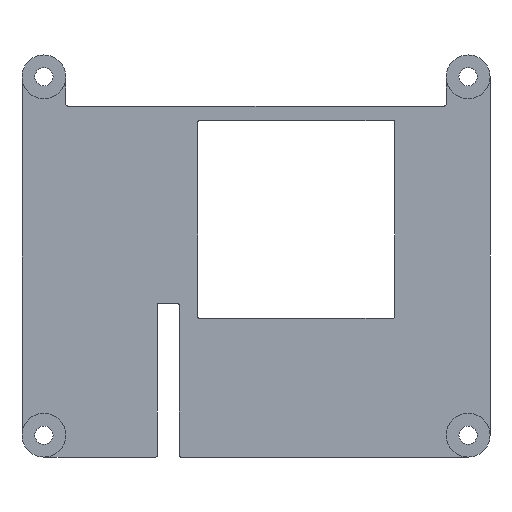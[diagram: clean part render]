
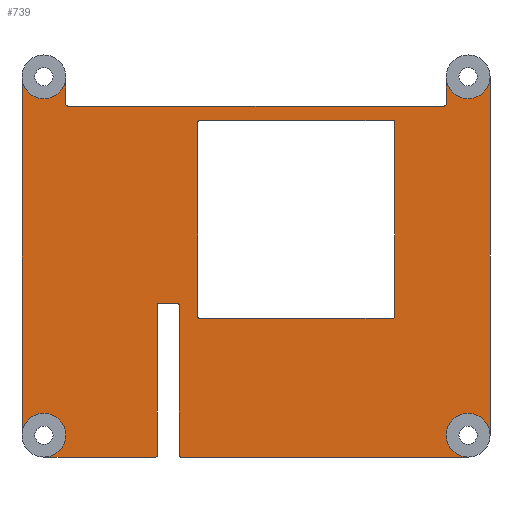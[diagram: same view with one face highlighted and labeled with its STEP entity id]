
A CAD part, front view. The second image highlights one B-rep face of the part: STEP entity #739.
In plain terms, the highlighted planar face has unit normal (0, -1, 0).
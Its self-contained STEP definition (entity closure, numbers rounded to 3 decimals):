
#24=FACE_BOUND('',#130,.T.);
#44=PLANE('',#832);
#82=FACE_OUTER_BOUND('',#129,.T.);
#129=EDGE_LOOP('',(#655,#656,#657,#658,#659,#660,#661,#662,#663,#664,#665,
#666,#667,#668,#669,#670,#671,#672,#673,#674,#675));
#130=EDGE_LOOP('',(#676,#677,#678,#679,#680,#681,#682,#683));
#135=LINE('',#1072,#199);
#151=LINE('',#1141,#215);
#155=LINE('',#1150,#219);
#158=LINE('',#1158,#222);
#161=LINE('',#1167,#225);
#165=LINE('',#1176,#229);
#168=LINE('',#1184,#232);
#171=LINE('',#1193,#235);
#175=LINE('',#1202,#239);
#177=LINE('',#1208,#241);
#191=LINE('',#1262,#255);
#192=LINE('',#1264,#256);
#193=LINE('',#1266,#257);
#194=LINE('',#1268,#258);
#199=VECTOR('',#847,10.);
#215=VECTOR('',#905,10.);
#219=VECTOR('',#915,10.);
#222=VECTOR('',#924,10.);
#225=VECTOR('',#933,10.);
#229=VECTOR('',#943,10.);
#232=VECTOR('',#952,10.);
#235=VECTOR('',#961,10.);
#239=VECTOR('',#971,10.);
#241=VECTOR('',#979,10.);
#255=VECTOR('',#1045,10.);
#256=VECTOR('',#1048,10.);
#257=VECTOR('',#1051,10.);
#258=VECTOR('',#1054,10.);
#260=CIRCLE('',#756,0.25);
#278=CIRCLE('',#777,0.25);
#279=CIRCLE('',#780,0.25);
#280=CIRCLE('',#783,0.25);
#281=CIRCLE('',#786,0.25);
#282=CIRCLE('',#789,0.25);
#283=CIRCLE('',#792,0.25);
#284=CIRCLE('',#795,0.25);
#285=CIRCLE('',#798,0.25);
#286=CIRCLE('',#801,0.25);
#289=CIRCLE('',#808,3.);
#291=CIRCLE('',#811,3.);
#295=CIRCLE('',#820,3.);
#296=CIRCLE('',#821,3.);
#299=CIRCLE('',#827,3.);
#302=VERTEX_POINT('',#1062);
#303=VERTEX_POINT('',#1064);
#305=VERTEX_POINT('',#1070);
#335=VERTEX_POINT('',#1134);
#336=VERTEX_POINT('',#1136);
#337=VERTEX_POINT('',#1140);
#338=VERTEX_POINT('',#1144);
#339=VERTEX_POINT('',#1145);
#340=VERTEX_POINT('',#1152);
#341=VERTEX_POINT('',#1153);
#342=VERTEX_POINT('',#1160);
#343=VERTEX_POINT('',#1161);
#344=VERTEX_POINT('',#1166);
#345=VERTEX_POINT('',#1170);
#346=VERTEX_POINT('',#1171);
#347=VERTEX_POINT('',#1178);
#348=VERTEX_POINT('',#1179);
#349=VERTEX_POINT('',#1186);
#350=VERTEX_POINT('',#1187);
#351=VERTEX_POINT('',#1192);
#352=VERTEX_POINT('',#1196);
#353=VERTEX_POINT('',#1197);
#354=VERTEX_POINT('',#1204);
#357=VERTEX_POINT('',#1217);
#358=VERTEX_POINT('',#1222);
#360=VERTEX_POINT('',#1227);
#364=VERTEX_POINT('',#1243);
#365=VERTEX_POINT('',#1245);
#368=VERTEX_POINT('',#1257);
#371=EDGE_CURVE('',#302,#303,#260,.T.);
#375=EDGE_CURVE('',#302,#305,#135,.T.);
#407=EDGE_CURVE('',#335,#336,#278,.T.);
#409=EDGE_CURVE('',#337,#336,#151,.T.);
#411=EDGE_CURVE('',#338,#339,#279,.T.);
#414=EDGE_CURVE('',#335,#339,#155,.T.);
#415=EDGE_CURVE('',#340,#341,#280,.T.);
#418=EDGE_CURVE('',#338,#341,#158,.T.);
#419=EDGE_CURVE('',#342,#343,#281,.T.);
#422=EDGE_CURVE('',#343,#344,#161,.T.);
#424=EDGE_CURVE('',#345,#346,#282,.T.);
#427=EDGE_CURVE('',#346,#342,#165,.T.);
#428=EDGE_CURVE('',#347,#348,#283,.T.);
#431=EDGE_CURVE('',#348,#345,#168,.T.);
#432=EDGE_CURVE('',#349,#350,#284,.T.);
#435=EDGE_CURVE('',#350,#351,#171,.T.);
#437=EDGE_CURVE('',#352,#353,#285,.T.);
#440=EDGE_CURVE('',#353,#349,#175,.T.);
#441=EDGE_CURVE('',#344,#354,#286,.T.);
#443=EDGE_CURVE('',#354,#347,#177,.T.);
#449=EDGE_CURVE('',#357,#351,#289,.T.);
#453=EDGE_CURVE('',#360,#358,#291,.T.);
#461=EDGE_CURVE('',#365,#364,#295,.T.);
#463=EDGE_CURVE('',#305,#365,#296,.T.);
#468=EDGE_CURVE('',#368,#337,#299,.T.);
#470=EDGE_CURVE('',#358,#368,#191,.T.);
#471=EDGE_CURVE('',#340,#303,#192,.T.);
#472=EDGE_CURVE('',#364,#357,#193,.T.);
#473=EDGE_CURVE('',#360,#352,#194,.T.);
#655=ORIENTED_EDGE('',*,*,#371,.F.);
#656=ORIENTED_EDGE('',*,*,#375,.T.);
#657=ORIENTED_EDGE('',*,*,#463,.T.);
#658=ORIENTED_EDGE('',*,*,#461,.T.);
#659=ORIENTED_EDGE('',*,*,#472,.T.);
#660=ORIENTED_EDGE('',*,*,#449,.T.);
#661=ORIENTED_EDGE('',*,*,#435,.F.);
#662=ORIENTED_EDGE('',*,*,#432,.F.);
#663=ORIENTED_EDGE('',*,*,#440,.F.);
#664=ORIENTED_EDGE('',*,*,#437,.F.);
#665=ORIENTED_EDGE('',*,*,#473,.F.);
#666=ORIENTED_EDGE('',*,*,#453,.T.);
#667=ORIENTED_EDGE('',*,*,#470,.T.);
#668=ORIENTED_EDGE('',*,*,#468,.T.);
#669=ORIENTED_EDGE('',*,*,#409,.T.);
#670=ORIENTED_EDGE('',*,*,#407,.F.);
#671=ORIENTED_EDGE('',*,*,#414,.T.);
#672=ORIENTED_EDGE('',*,*,#411,.F.);
#673=ORIENTED_EDGE('',*,*,#418,.T.);
#674=ORIENTED_EDGE('',*,*,#415,.F.);
#675=ORIENTED_EDGE('',*,*,#471,.T.);
#676=ORIENTED_EDGE('',*,*,#424,.F.);
#677=ORIENTED_EDGE('',*,*,#431,.F.);
#678=ORIENTED_EDGE('',*,*,#428,.F.);
#679=ORIENTED_EDGE('',*,*,#443,.F.);
#680=ORIENTED_EDGE('',*,*,#441,.F.);
#681=ORIENTED_EDGE('',*,*,#422,.F.);
#682=ORIENTED_EDGE('',*,*,#419,.F.);
#683=ORIENTED_EDGE('',*,*,#427,.F.);
#739=ADVANCED_FACE('',(#82,#24),#44,.F.);
#756=AXIS2_PLACEMENT_3D('',#1065,#840,#841);
#777=AXIS2_PLACEMENT_3D('',#1137,#900,#901);
#780=AXIS2_PLACEMENT_3D('',#1146,#909,#910);
#783=AXIS2_PLACEMENT_3D('',#1154,#918,#919);
#786=AXIS2_PLACEMENT_3D('',#1162,#927,#928);
#789=AXIS2_PLACEMENT_3D('',#1172,#937,#938);
#792=AXIS2_PLACEMENT_3D('',#1180,#946,#947);
#795=AXIS2_PLACEMENT_3D('',#1188,#955,#956);
#798=AXIS2_PLACEMENT_3D('',#1198,#965,#966);
#801=AXIS2_PLACEMENT_3D('',#1205,#974,#975);
#808=AXIS2_PLACEMENT_3D('',#1220,#993,#994);
#811=AXIS2_PLACEMENT_3D('',#1228,#1001,#1002);
#820=AXIS2_PLACEMENT_3D('',#1246,#1023,#1024);
#821=AXIS2_PLACEMENT_3D('',#1248,#1026,#1027);
#827=AXIS2_PLACEMENT_3D('',#1259,#1040,#1041);
#832=AXIS2_PLACEMENT_3D('',#1269,#1055,#1056);
#840=DIRECTION('center_axis',(0.,1.,0.));
#841=DIRECTION('ref_axis',(-0.707,0.,-0.707));
#847=DIRECTION('',(1.,0.,0.));
#900=DIRECTION('center_axis',(0.,1.,0.));
#901=DIRECTION('ref_axis',(0.707,0.,-0.707));
#905=DIRECTION('',(1.,0.,0.));
#909=DIRECTION('center_axis',(0.,-1.,0.));
#910=DIRECTION('ref_axis',(-0.707,0.,0.707));
#915=DIRECTION('',(0.,0.,1.));
#918=DIRECTION('center_axis',(0.,-1.,0.));
#919=DIRECTION('ref_axis',(0.707,0.,0.707));
#924=DIRECTION('',(1.,0.,0.));
#927=DIRECTION('center_axis',(0.,-1.,0.));
#928=DIRECTION('ref_axis',(-0.707,0.,0.707));
#933=DIRECTION('',(0.,0.,-1.));
#937=DIRECTION('center_axis',(0.,-1.,0.));
#938=DIRECTION('ref_axis',(0.707,0.,0.707));
#943=DIRECTION('',(-1.,0.,0.));
#946=DIRECTION('center_axis',(0.,-1.,0.));
#947=DIRECTION('ref_axis',(0.707,0.,-0.707));
#952=DIRECTION('',(0.,0.,1.));
#955=DIRECTION('center_axis',(0.,-1.,0.));
#956=DIRECTION('ref_axis',(0.707,0.,-0.707));
#961=DIRECTION('',(0.,0.,1.));
#965=DIRECTION('center_axis',(0.,-1.,0.));
#966=DIRECTION('ref_axis',(-0.707,0.,-0.707));
#971=DIRECTION('',(1.,0.,0.));
#974=DIRECTION('center_axis',(0.,-1.,0.));
#975=DIRECTION('ref_axis',(-0.707,0.,-0.707));
#979=DIRECTION('',(1.,0.,0.));
#993=DIRECTION('center_axis',(0.,1.,0.));
#994=DIRECTION('ref_axis',(1.,0.,0.));
#1001=DIRECTION('center_axis',(0.,1.,0.));
#1002=DIRECTION('ref_axis',(1.,0.,0.));
#1023=DIRECTION('center_axis',(0.,1.,0.));
#1024=DIRECTION('ref_axis',(1.,0.,0.));
#1026=DIRECTION('center_axis',(0.,1.,0.));
#1027=DIRECTION('ref_axis',(1.,0.,0.));
#1040=DIRECTION('center_axis',(0.,1.,0.));
#1041=DIRECTION('ref_axis',(1.,0.,0.));
#1045=DIRECTION('',(0.,0.,-1.));
#1048=DIRECTION('',(0.,0.,-1.));
#1051=DIRECTION('',(0.,0.,1.));
#1054=DIRECTION('',(0.,0.,-1.));
#1055=DIRECTION('center_axis',(0.,1.,0.));
#1056=DIRECTION('ref_axis',(1.,0.,0.));
#1062=CARTESIAN_POINT('',(18.75,0.,-52.));
#1064=CARTESIAN_POINT('',(18.5,0.,-51.75));
#1065=CARTESIAN_POINT('Origin',(18.75,0.,-51.75));
#1070=CARTESIAN_POINT('',(58.,0.,-52.));
#1072=CARTESIAN_POINT('',(0.,0.,-52.));
#1134=CARTESIAN_POINT('',(15.5,0.,-51.75));
#1136=CARTESIAN_POINT('',(15.25,0.,-52.));
#1137=CARTESIAN_POINT('Origin',(15.25,0.,-51.75));
#1140=CARTESIAN_POINT('',(0.,0.,-52.));
#1141=CARTESIAN_POINT('',(0.,0.,-52.));
#1144=CARTESIAN_POINT('',(15.75,0.,-31.));
#1145=CARTESIAN_POINT('',(15.5,0.,-31.25));
#1146=CARTESIAN_POINT('Origin',(15.75,0.,-31.25));
#1150=CARTESIAN_POINT('',(15.5,0.,-52.));
#1152=CARTESIAN_POINT('',(18.5,0.,-31.25));
#1153=CARTESIAN_POINT('',(18.25,0.,-31.));
#1154=CARTESIAN_POINT('Origin',(18.25,0.,-31.25));
#1158=CARTESIAN_POINT('',(15.5,0.,-31.));
#1160=CARTESIAN_POINT('',(21.25,0.,-6.));
#1161=CARTESIAN_POINT('',(21.,0.,-6.25));
#1162=CARTESIAN_POINT('Origin',(21.25,0.,-6.25));
#1166=CARTESIAN_POINT('',(21.,0.,-32.75));
#1167=CARTESIAN_POINT('',(21.,0.,-6.));
#1170=CARTESIAN_POINT('',(48.,0.,-6.25));
#1171=CARTESIAN_POINT('',(47.75,0.,-6.));
#1172=CARTESIAN_POINT('Origin',(47.75,0.,-6.25));
#1176=CARTESIAN_POINT('',(48.,0.,-6.));
#1178=CARTESIAN_POINT('',(47.75,0.,-33.));
#1179=CARTESIAN_POINT('',(48.,0.,-32.75));
#1180=CARTESIAN_POINT('Origin',(47.75,0.,-32.75));
#1184=CARTESIAN_POINT('',(48.,0.,-33.));
#1186=CARTESIAN_POINT('',(54.75,0.,-4.));
#1187=CARTESIAN_POINT('',(55.,0.,-3.75));
#1188=CARTESIAN_POINT('Origin',(54.75,0.,-3.75));
#1192=CARTESIAN_POINT('',(55.,0.,0.));
#1193=CARTESIAN_POINT('',(55.,0.,-4.));
#1196=CARTESIAN_POINT('',(3.,0.,-3.75));
#1197=CARTESIAN_POINT('',(3.25,0.,-4.));
#1198=CARTESIAN_POINT('Origin',(3.25,0.,-3.75));
#1202=CARTESIAN_POINT('',(3.,0.,-4.));
#1204=CARTESIAN_POINT('',(21.25,0.,-33.));
#1205=CARTESIAN_POINT('Origin',(21.25,0.,-32.75));
#1208=CARTESIAN_POINT('',(21.,0.,-33.));
#1217=CARTESIAN_POINT('',(61.,0.,0.));
#1220=CARTESIAN_POINT('Origin',(58.,0.,0.));
#1222=CARTESIAN_POINT('',(-3.,0.,0.));
#1227=CARTESIAN_POINT('',(3.,0.,0.));
#1228=CARTESIAN_POINT('Origin',(0.,0.,0.));
#1243=CARTESIAN_POINT('',(61.,0.,-49.));
#1245=CARTESIAN_POINT('',(55.,0.,-49.));
#1246=CARTESIAN_POINT('Origin',(58.,0.,-49.));
#1248=CARTESIAN_POINT('Origin',(58.,0.,-49.));
#1257=CARTESIAN_POINT('',(-3.,0.,-49.));
#1259=CARTESIAN_POINT('Origin',(0.,0.,-49.));
#1262=CARTESIAN_POINT('',(-3.,0.,0.));
#1264=CARTESIAN_POINT('',(18.5,0.,-31.));
#1266=CARTESIAN_POINT('',(61.,0.,-49.));
#1268=CARTESIAN_POINT('',(3.,0.,3.));
#1269=CARTESIAN_POINT('Origin',(29.,0.,-26.));
